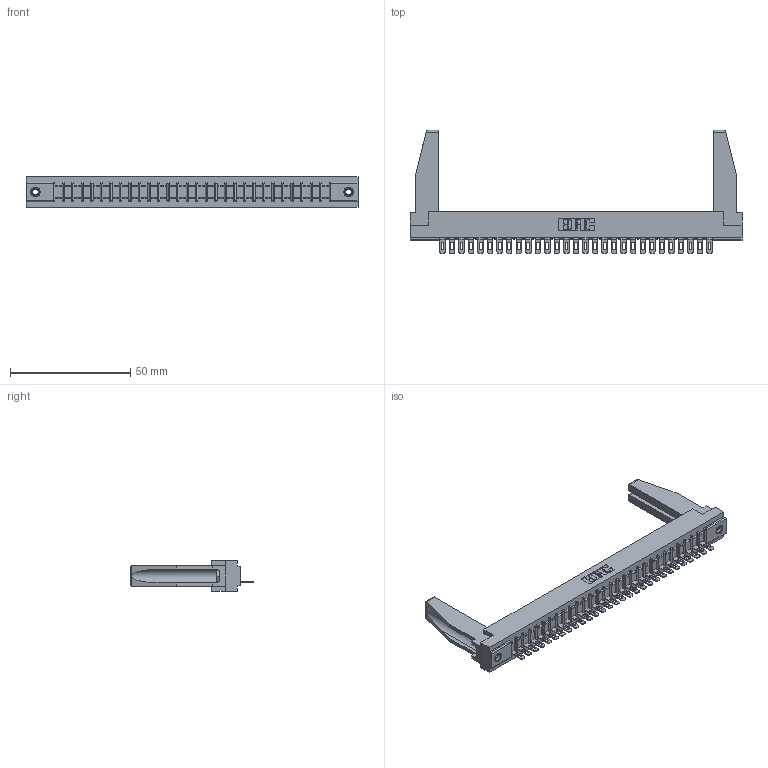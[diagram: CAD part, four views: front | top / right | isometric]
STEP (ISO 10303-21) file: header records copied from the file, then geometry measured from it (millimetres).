
FILE_DESCRIPTION (( 'STEP AP203' ), '1' );
FILE_NAME ('307-029-401-178.STEP', '2020-09-28T09:28:57', ( '' ), ( '' ), 'SwSTEP 2.0', 'SolidWorks 2020', '' );
FILE_SCHEMA (( 'CONFIG_CONTROL_DESIGN' ));
Length unit declared in the file: inch
Products named in the file (5): 345-250-001_345-250-001-102; 307-220-078; 307-029-401-178; 307-290-002_501; 307 Part_.156 Dia Mounting Holes
Assembly tree (34 placements, depth 2):
  307-029-401-178
    307 Part_.156 Dia Mounting Holes
    307-290-002_501  x29
    307-220-078  x2
    345-250-001_345-250-001-102  x2
Bounding box: 137.92 x 51.13 x 12.7 mm (x, y, z)
Volume: 18681.1 mm3; surface area: 22204.4 mm2
Topology: 34 solids, 34 shells, 2482 faces, 7555 edges, 4946 vertices
Faces by surface type: plane 1430, cylinder 976, sphere 60, cone 12, torus 4
Entity records: 29697 total; most frequent: CARTESIAN_POINT 5006, ORIENTED_EDGE 4952, DIRECTION 4830, EDGE_CURVE 2476, LINE 1890, VECTOR 1890, VERTEX_POINT 1604, AXIS2_PLACEMENT_3D 1470
